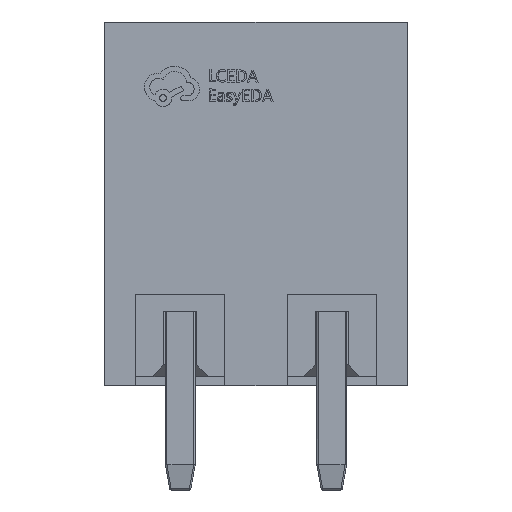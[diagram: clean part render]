
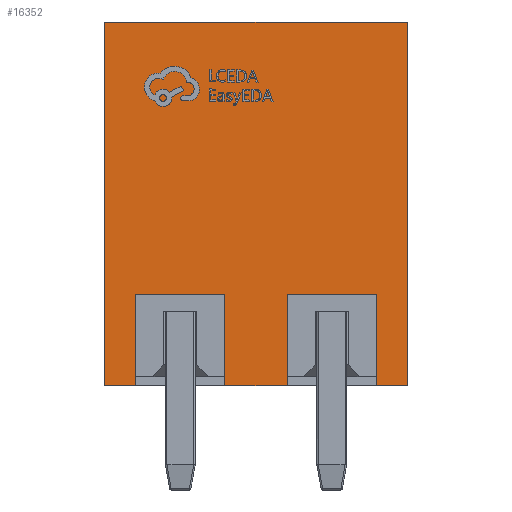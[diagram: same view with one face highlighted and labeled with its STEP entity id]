
A CAD part, front view. The second image highlights one B-rep face of the part: STEP entity #16352.
In plain terms, the highlighted planar face has unit normal (0, -1, 0).
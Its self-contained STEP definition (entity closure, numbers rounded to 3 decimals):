
#104 = EDGE_CURVE ( 'NONE', #10617, #6463, #16887, .T. ) ;
#200 = LINE ( 'NONE', #10487, #3689 ) ;
#356 = VECTOR ( 'NONE', #13167, 1000. ) ;
#1090 = EDGE_CURVE ( 'NONE', #6371, #12760, #17583, .T. ) ;
#1617 = ORIENTED_EDGE ( 'NONE', *, *, #9814, .F. ) ;
#2327 = CARTESIAN_POINT ( 'NONE',  ( -5.08, -3.7, 0. ) ) ;
#2395 = LINE ( 'NONE', #14488, #6110 ) ;
#2901 = CARTESIAN_POINT ( 'NONE',  ( -4.04, -3.7, 0. ) ) ;
#3015 = ORIENTED_EDGE ( 'NONE', *, *, #17777, .F. ) ;
#3093 = ORIENTED_EDGE ( 'NONE', *, *, #7495, .T. ) ;
#3291 = FACE_OUTER_BOUND ( 'NONE', #4817, .T. ) ;
#3429 = CARTESIAN_POINT ( 'NONE',  ( 4.04, -3.7, 0. ) ) ;
#3451 = LINE ( 'NONE', #7915, #19044 ) ;
#3623 = CARTESIAN_POINT ( 'NONE',  ( -5.08, -3.7, 12.2 ) ) ;
#3689 = VECTOR ( 'NONE', #4858, 1000. ) ;
#3774 = ORIENTED_EDGE ( 'NONE', *, *, #14300, .T. ) ;
#4161 = CARTESIAN_POINT ( 'NONE',  ( 4.04, -3.7, 0.3 ) ) ;
#4362 = DIRECTION ( 'NONE',  ( 0., 0., -1. ) ) ;
#4576 = DIRECTION ( 'NONE',  ( 1., 0., 0. ) ) ;
#4645 = CARTESIAN_POINT ( 'NONE',  ( 5.08, -3.7, 12.2 ) ) ;
#4817 = EDGE_LOOP ( 'NONE', ( #1617, #10602, #3774, #11272, #8889, #14214, #12551, #18614, #5858, #3093, #16503, #3015 ) ) ;
#4858 = DIRECTION ( 'NONE',  ( -1., 0., 0. ) ) ;
#4905 = DIRECTION ( 'NONE',  ( 1., 0., 0. ) ) ;
#4925 = VERTEX_POINT ( 'NONE', #3429 ) ;
#4968 = LINE ( 'NONE', #17151, #12195 ) ;
#4978 = VERTEX_POINT ( 'NONE', #18424 ) ;
#5292 = CARTESIAN_POINT ( 'NONE',  ( 5.08, -3.7, 0. ) ) ;
#5369 = EDGE_CURVE ( 'NONE', #17801, #11137, #2395, .T. ) ;
#5411 = VERTEX_POINT ( 'NONE', #14583 ) ;
#5608 = VERTEX_POINT ( 'NONE', #9751 ) ;
#5858 = ORIENTED_EDGE ( 'NONE', *, *, #6711, .F. ) ;
#5902 = VECTOR ( 'NONE', #4576, 1000. ) ;
#6110 = VECTOR ( 'NONE', #7136, 1000. ) ;
#6208 = CARTESIAN_POINT ( 'NONE',  ( -4.04, -3.7, 3.054 ) ) ;
#6371 = VERTEX_POINT ( 'NONE', #12508 ) ;
#6463 = VERTEX_POINT ( 'NONE', #2327 ) ;
#6521 = VECTOR ( 'NONE', #15196, 1000. ) ;
#6539 = VECTOR ( 'NONE', #13856, 1000. ) ;
#6568 = EDGE_CURVE ( 'NONE', #5411, #4925, #11528, .T. ) ;
#6711 = EDGE_CURVE ( 'NONE', #8329, #17801, #10469, .T. ) ;
#7136 = DIRECTION ( 'NONE',  ( 0., 0., -1. ) ) ;
#7274 = LINE ( 'NONE', #17724, #356 ) ;
#7495 = EDGE_CURVE ( 'NONE', #8329, #5608, #7978, .T. ) ;
#7915 = CARTESIAN_POINT ( 'NONE',  ( 5.08, -3.7, 0. ) ) ;
#7978 = LINE ( 'NONE', #10798, #6539 ) ;
#8092 = EDGE_CURVE ( 'NONE', #6463, #11137, #3451, .T. ) ;
#8237 = VECTOR ( 'NONE', #14260, 1000. ) ;
#8329 = VERTEX_POINT ( 'NONE', #15819 ) ;
#8889 = ORIENTED_EDGE ( 'NONE', *, *, #17462, .F. ) ;
#9751 = CARTESIAN_POINT ( 'NONE',  ( -1.04, -3.7, 0. ) ) ;
#9814 = EDGE_CURVE ( 'NONE', #5411, #14754, #200, .T. ) ;
#10258 = CARTESIAN_POINT ( 'NONE',  ( 1.04, -3.7, 3.054 ) ) ;
#10439 = CARTESIAN_POINT ( 'NONE',  ( 5.08, -3.7, 12.2 ) ) ;
#10469 = LINE ( 'NONE', #17805, #6521 ) ;
#10487 = CARTESIAN_POINT ( 'NONE',  ( 4.04, -3.7, 3.054 ) ) ;
#10573 = DIRECTION ( 'NONE',  ( 0., 1., 0. ) ) ;
#10602 = ORIENTED_EDGE ( 'NONE', *, *, #6568, .T. ) ;
#10617 = VERTEX_POINT ( 'NONE', #12469 ) ;
#10772 = PLANE ( 'NONE',  #16491 ) ;
#10798 = CARTESIAN_POINT ( 'NONE',  ( -1.04, -3.7, 0.3 ) ) ;
#11137 = VERTEX_POINT ( 'NONE', #2901 ) ;
#11272 = ORIENTED_EDGE ( 'NONE', *, *, #1090, .F. ) ;
#11528 = LINE ( 'NONE', #4161, #16489 ) ;
#12019 = LINE ( 'NONE', #16364, #18074 ) ;
#12195 = VECTOR ( 'NONE', #13960, 1000. ) ;
#12459 = VECTOR ( 'NONE', #17686, 1000. ) ;
#12469 = CARTESIAN_POINT ( 'NONE',  ( -5.08, -3.7, 12.2 ) ) ;
#12508 = CARTESIAN_POINT ( 'NONE',  ( 5.08, -3.7, 12.2 ) ) ;
#12551 = ORIENTED_EDGE ( 'NONE', *, *, #8092, .T. ) ;
#12760 = VERTEX_POINT ( 'NONE', #16293 ) ;
#13167 = DIRECTION ( 'NONE',  ( 1., 0., 0. ) ) ;
#13856 = DIRECTION ( 'NONE',  ( 0., 0., -1. ) ) ;
#13863 = EDGE_CURVE ( 'NONE', #5608, #4978, #18550, .T. ) ;
#13960 = DIRECTION ( 'NONE',  ( 1., 0., 0. ) ) ;
#14214 = ORIENTED_EDGE ( 'NONE', *, *, #104, .T. ) ;
#14260 = DIRECTION ( 'NONE',  ( 0., 0., -1. ) ) ;
#14300 = EDGE_CURVE ( 'NONE', #4925, #12760, #7274, .T. ) ;
#14488 = CARTESIAN_POINT ( 'NONE',  ( -4.04, -3.7, 0.3 ) ) ;
#14583 = CARTESIAN_POINT ( 'NONE',  ( 4.04, -3.7, 3.054 ) ) ;
#14754 = VERTEX_POINT ( 'NONE', #10258 ) ;
#15196 = DIRECTION ( 'NONE',  ( -1., 0., 0. ) ) ;
#15819 = CARTESIAN_POINT ( 'NONE',  ( -1.04, -3.7, 3.054 ) ) ;
#16293 = CARTESIAN_POINT ( 'NONE',  ( 5.08, -3.7, 0. ) ) ;
#16352 = ADVANCED_FACE ( 'NONE', ( #3291 ), #10772, .F. ) ;
#16364 = CARTESIAN_POINT ( 'NONE',  ( 1.04, -3.7, 0.3 ) ) ;
#16460 = DIRECTION ( 'NONE',  ( 1., 0., 0. ) ) ;
#16489 = VECTOR ( 'NONE', #17427, 1000. ) ;
#16491 = AXIS2_PLACEMENT_3D ( 'NONE', #4645, #10573, #16460 ) ;
#16503 = ORIENTED_EDGE ( 'NONE', *, *, #13863, .T. ) ;
#16887 = LINE ( 'NONE', #3623, #8237 ) ;
#17151 = CARTESIAN_POINT ( 'NONE',  ( 5.08, -3.7, 12.2 ) ) ;
#17427 = DIRECTION ( 'NONE',  ( 0., 0., -1. ) ) ;
#17462 = EDGE_CURVE ( 'NONE', #10617, #6371, #4968, .T. ) ;
#17583 = LINE ( 'NONE', #10439, #12459 ) ;
#17686 = DIRECTION ( 'NONE',  ( 0., 0., -1. ) ) ;
#17724 = CARTESIAN_POINT ( 'NONE',  ( 5.08, -3.7, 0. ) ) ;
#17777 = EDGE_CURVE ( 'NONE', #14754, #4978, #12019, .T. ) ;
#17801 = VERTEX_POINT ( 'NONE', #6208 ) ;
#17805 = CARTESIAN_POINT ( 'NONE',  ( -1.04, -3.7, 3.054 ) ) ;
#18074 = VECTOR ( 'NONE', #4362, 1000. ) ;
#18424 = CARTESIAN_POINT ( 'NONE',  ( 1.04, -3.7, 0. ) ) ;
#18550 = LINE ( 'NONE', #5292, #5902 ) ;
#18614 = ORIENTED_EDGE ( 'NONE', *, *, #5369, .F. ) ;
#19044 = VECTOR ( 'NONE', #4905, 1000. ) ;
